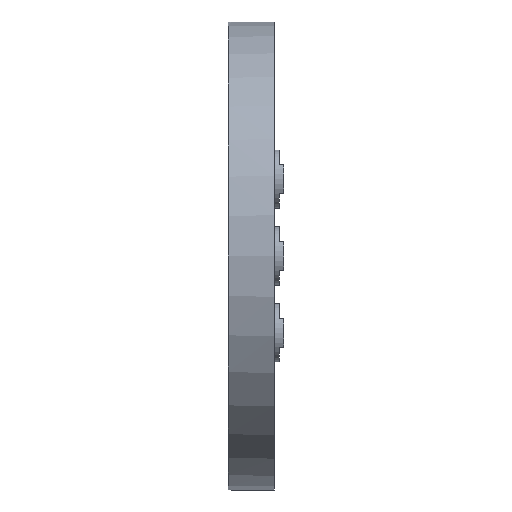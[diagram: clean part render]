
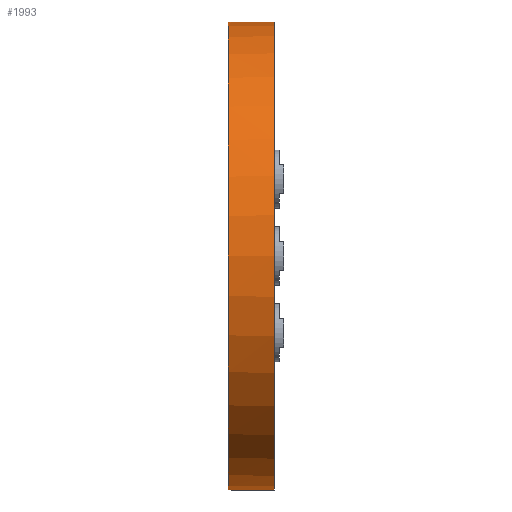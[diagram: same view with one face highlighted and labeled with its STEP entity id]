
A CAD part, left-side view. The second image highlights one B-rep face of the part: STEP entity #1993.
In plain terms, the highlighted cylindrical face has radius 76.2 mm (diameter 152.4 mm), a partial arc.
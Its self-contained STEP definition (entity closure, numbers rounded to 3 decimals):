
#231 = CIRCLE ( 'NONE', #2121, 76.2 ) ;
#317 = CARTESIAN_POINT ( 'NONE',  ( -0.13, -1., 76.2 ) ) ;
#364 = CYLINDRICAL_SURFACE ( 'NONE', #1107, 76.2 ) ;
#384 = CARTESIAN_POINT ( 'NONE',  ( 0., -15., 0. ) ) ;
#579 = EDGE_CURVE ( 'NONE', #10639, #3708, #4896, .T. ) ;
#874 = CARTESIAN_POINT ( 'NONE',  ( -1., 0., -76.193 ) ) ;
#1107 = AXIS2_PLACEMENT_3D ( 'NONE', #5856, #4884, #13615 ) ;
#1191 = FACE_OUTER_BOUND ( 'NONE', #9948, .T. ) ;
#1421 = CARTESIAN_POINT ( 'NONE',  ( -0.974, -0.262, 76.194 ) ) ;
#1644 = VERTEX_POINT ( 'NONE', #12769 ) ;
#1811 = VECTOR ( 'NONE', #10454, 1000. ) ;
#1873 = CARTESIAN_POINT ( 'NONE',  ( 0., -15., 76.2 ) ) ;
#1987 = CARTESIAN_POINT ( 'NONE',  ( 0., -1., -76.2 ) ) ;
#1993 = ADVANCED_FACE ( 'NONE', ( #1191 ), #364, .T. ) ;
#2121 = AXIS2_PLACEMENT_3D ( 'NONE', #384, #2611, #10601 ) ;
#2396 = CARTESIAN_POINT ( 'NONE',  ( -0.262, -0.974, 76.2 ) ) ;
#2475 = CARTESIAN_POINT ( 'NONE',  ( -0.615, -0.8, 76.198 ) ) ;
#2611 = DIRECTION ( 'NONE',  ( 0., 1., 0. ) ) ;
#2613 = CARTESIAN_POINT ( 'NONE',  ( 0., -1., 76.2 ) ) ;
#3450 = EDGE_CURVE ( 'NONE', #11577, #3708, #7345, .T. ) ;
#3708 = VERTEX_POINT ( 'NONE', #9414 ) ;
#3730 = CARTESIAN_POINT ( 'NONE',  ( 0., -15., 76.2 ) ) ;
#4075 = CARTESIAN_POINT ( 'NONE',  ( -0.262, -0.974, -76.2 ) ) ;
#4153 = CARTESIAN_POINT ( 'NONE',  ( -0.615, -0.8, -76.198 ) ) ;
#4429 = EDGE_CURVE ( 'NONE', #13789, #11577, #10617, .T. ) ;
#4546 = CARTESIAN_POINT ( 'NONE',  ( 0., -1., -76.2 ) ) ;
#4692 = DIRECTION ( 'NONE',  ( 0., 0., 1. ) ) ;
#4884 = DIRECTION ( 'NONE',  ( 0., 1., 0. ) ) ;
#4896 = LINE ( 'NONE', #3730, #1811 ) ;
#5177 = AXIS2_PLACEMENT_3D ( 'NONE', #13216, #10309, #4692 ) ;
#5263 = ORIENTED_EDGE ( 'NONE', *, *, #5534, .T. ) ;
#5534 = EDGE_CURVE ( 'NONE', #1644, #10639, #231, .T. ) ;
#5856 = CARTESIAN_POINT ( 'NONE',  ( 0., -15., 0. ) ) ;
#5955 = CARTESIAN_POINT ( 'NONE',  ( -0.874, -0.504, 76.195 ) ) ;
#6079 = ORIENTED_EDGE ( 'NONE', *, *, #6166, .T. ) ;
#6106 = CARTESIAN_POINT ( 'NONE',  ( -0.503, -0.874, 76.198 ) ) ;
#6166 = EDGE_CURVE ( 'NONE', #13789, #6691, #6870, .T. ) ;
#6381 = CARTESIAN_POINT ( 'NONE',  ( -0.974, -0.262, -76.194 ) ) ;
#6691 = VERTEX_POINT ( 'NONE', #4546 ) ;
#6749 = ORIENTED_EDGE ( 'NONE', *, *, #8831, .F. ) ;
#6870 = B_SPLINE_CURVE_WITH_KNOTS ( 'NONE', 3,
 ( #12141, #9838, #6381, #13168, #10873, #4153, #14193, #4075, #7565, #1987 ),
 .UNSPECIFIED., .F., .F.,
 ( 4, 2, 2, 2, 4 ),
 ( 0., 0., 0.001, 0.001, 0.002 ),
 .UNSPECIFIED. ) ;
#7090 = CARTESIAN_POINT ( 'NONE',  ( -1., 0., 76.193 ) ) ;
#7345 = B_SPLINE_CURVE_WITH_KNOTS ( 'NONE', 3,
 ( #7090, #8110, #1421, #5955, #10463, #2475, #6106, #2396, #317, #2613 ),
 .UNSPECIFIED., .F., .F.,
 ( 4, 2, 2, 2, 4 ),
 ( 0., 0., 0.001, 0.001, 0.002 ),
 .UNSPECIFIED. ) ;
#7565 = CARTESIAN_POINT ( 'NONE',  ( -0.13, -1., -76.2 ) ) ;
#8110 = CARTESIAN_POINT ( 'NONE',  ( -1., -0.132, 76.193 ) ) ;
#8206 = CARTESIAN_POINT ( 'NONE',  ( 0., -15., -76.2 ) ) ;
#8831 = EDGE_CURVE ( 'NONE', #1644, #6691, #10557, .T. ) ;
#9161 = CARTESIAN_POINT ( 'NONE',  ( -1., 0., 76.193 ) ) ;
#9216 = ORIENTED_EDGE ( 'NONE', *, *, #3450, .F. ) ;
#9414 = CARTESIAN_POINT ( 'NONE',  ( 0., -1., 76.2 ) ) ;
#9738 = VECTOR ( 'NONE', #12716, 1000. ) ;
#9838 = CARTESIAN_POINT ( 'NONE',  ( -1., -0.132, -76.193 ) ) ;
#9948 = EDGE_LOOP ( 'NONE', ( #6749, #5263, #11192, #9216, #12531, #6079 ) ) ;
#10309 = DIRECTION ( 'NONE',  ( 0., 1., 0. ) ) ;
#10454 = DIRECTION ( 'NONE',  ( 0., 1., 0. ) ) ;
#10463 = CARTESIAN_POINT ( 'NONE',  ( -0.799, -0.615, 76.196 ) ) ;
#10557 = LINE ( 'NONE', #8206, #9738 ) ;
#10601 = DIRECTION ( 'NONE',  ( 0., 0., 1. ) ) ;
#10617 = CIRCLE ( 'NONE', #5177, 76.2 ) ;
#10639 = VERTEX_POINT ( 'NONE', #1873 ) ;
#10873 = CARTESIAN_POINT ( 'NONE',  ( -0.799, -0.615, -76.196 ) ) ;
#11192 = ORIENTED_EDGE ( 'NONE', *, *, #579, .T. ) ;
#11577 = VERTEX_POINT ( 'NONE', #9161 ) ;
#12141 = CARTESIAN_POINT ( 'NONE',  ( -1., 0., -76.193 ) ) ;
#12531 = ORIENTED_EDGE ( 'NONE', *, *, #4429, .F. ) ;
#12716 = DIRECTION ( 'NONE',  ( 0., 1., 0. ) ) ;
#12769 = CARTESIAN_POINT ( 'NONE',  ( 0., -15., -76.2 ) ) ;
#13168 = CARTESIAN_POINT ( 'NONE',  ( -0.874, -0.504, -76.195 ) ) ;
#13216 = CARTESIAN_POINT ( 'NONE',  ( 0., 0., 0. ) ) ;
#13615 = DIRECTION ( 'NONE',  ( 0., 0., 1. ) ) ;
#13789 = VERTEX_POINT ( 'NONE', #874 ) ;
#14193 = CARTESIAN_POINT ( 'NONE',  ( -0.503, -0.874, -76.198 ) ) ;
